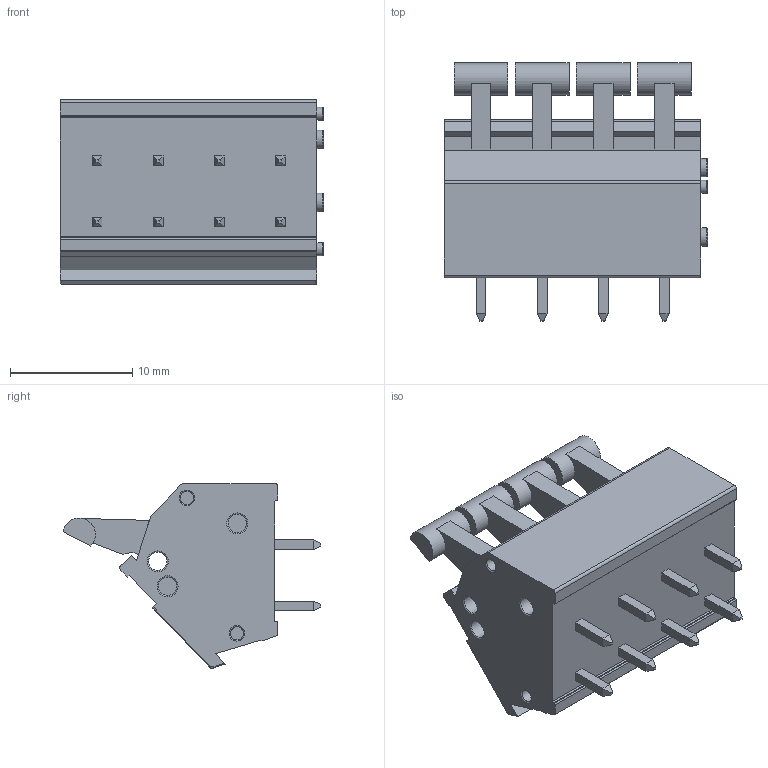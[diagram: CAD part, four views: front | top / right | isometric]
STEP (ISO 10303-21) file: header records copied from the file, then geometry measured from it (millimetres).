
FILE_DESCRIPTION(/* description */ ('STEP AP214'),/* implementation_level */ '2;1');
FILE_NAME(/* name */ 'KF243-5.0_4P.step',/* time_stamp */ '2026-01-30T14:49:50+01:00',/* author */ (''),/* organization */ (''),/* preprocessor_version */ 'ST-DEVELOPER v20.1',/* originating_system */ 'Autodesk Translation Framework v14.24.0.0',/* authorisation */ '');
FILE_SCHEMA (('AUTOMOTIVE_DESIGN { 1 0 10303 214 3 1 1 }'));
Length unit declared in the file: millimetre
Products named in the file (1): KF243-5.0_5P
Bounding box: 21.54 x 21.12 x 15.1 mm (x, y, z)
Volume: 2683.4 mm3; surface area: 2155.5 mm2
Topology: 17 solids, 17 shells, 244 faces, 538 edges, 338 vertices
Faces by surface type: plane 178, cylinder 51, torus 15
Full cylindrical faces by diameter (mm): 1.08 x4, 1.512 x5
Entity records: 6746 total; most frequent: CARTESIAN_POINT 1217, DIRECTION 1131, ORIENTED_EDGE 1076, EDGE_CURVE 538, LINE 419, VECTOR 419, AXIS2_PLACEMENT_3D 356, VERTEX_POINT 338
